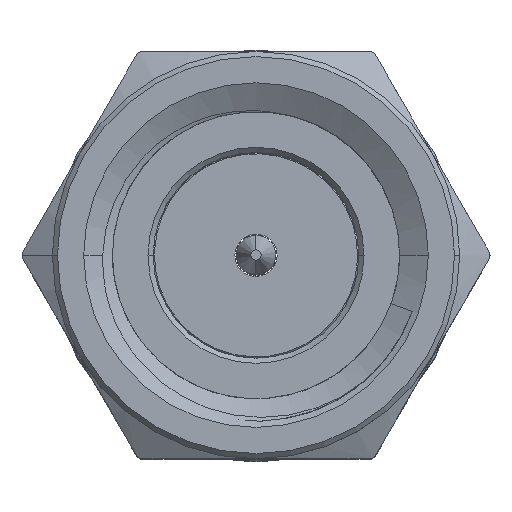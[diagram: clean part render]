
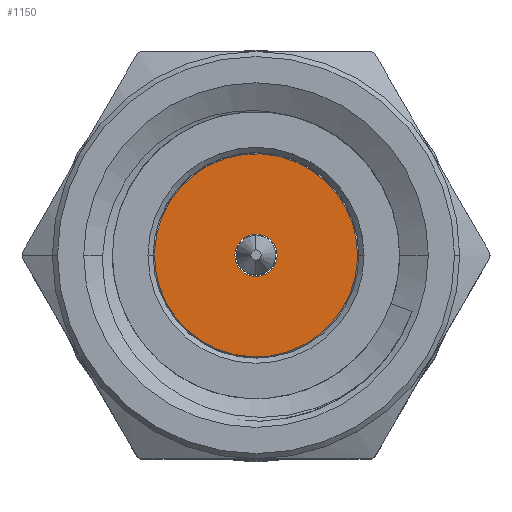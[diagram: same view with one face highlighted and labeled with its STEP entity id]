
A CAD part, top view. The second image highlights one B-rep face of the part: STEP entity #1150.
In plain terms, the highlighted planar face has unit normal (0, 0, 1).
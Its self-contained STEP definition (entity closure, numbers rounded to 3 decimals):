
#20 = PLANE ( 'NONE',  #1464 ) ;
#118 = CIRCLE ( 'NONE', #1355, 0.41 ) ;
#185 = DIRECTION ( 'NONE',  ( 0., 0., -1. ) ) ;
#222 = AXIS2_PLACEMENT_3D ( 'NONE', #772, #2557, #1739 ) ;
#276 = CARTESIAN_POINT ( 'NONE',  ( 0., 0., -0.1 ) ) ;
#331 = DIRECTION ( 'NONE',  ( 0., 0., 1. ) ) ;
#350 = EDGE_CURVE ( 'NONE', #2543, #616, #700, .T. ) ;
#418 = CIRCLE ( 'NONE', #850, 1.975 ) ;
#563 = FACE_BOUND ( 'NONE', #1375, .T. ) ;
#616 = VERTEX_POINT ( 'NONE', #3322 ) ;
#700 = CIRCLE ( 'NONE', #222, 0.41 ) ;
#763 = AXIS2_PLACEMENT_3D ( 'NONE', #2252, #2076, #1962 ) ;
#772 = CARTESIAN_POINT ( 'NONE',  ( 0., 0., -0.1 ) ) ;
#850 = AXIS2_PLACEMENT_3D ( 'NONE', #3299, #1526, #2256 ) ;
#902 = EDGE_CURVE ( 'NONE', #1964, #1014, #1249, .T. ) ;
#909 = ORIENTED_EDGE ( 'NONE', *, *, #902, .F. ) ;
#1014 = VERTEX_POINT ( 'NONE', #1285 ) ;
#1150 = ADVANCED_FACE ( 'NONE', ( #563, #2849 ), #20, .T. ) ;
#1214 = DIRECTION ( 'NONE',  ( -0.924, 0.383, 0. ) ) ;
#1249 = CIRCLE ( 'NONE', #763, 1.975 ) ;
#1285 = CARTESIAN_POINT ( 'NONE',  ( 1.824, -0.757, -0.1 ) ) ;
#1355 = AXIS2_PLACEMENT_3D ( 'NONE', #2826, #185, #1214 ) ;
#1375 = EDGE_LOOP ( 'NONE', ( #2094, #2011 ) ) ;
#1464 = AXIS2_PLACEMENT_3D ( 'NONE', #276, #331, #2650 ) ;
#1526 = DIRECTION ( 'NONE',  ( 0., 0., -1. ) ) ;
#1543 = EDGE_CURVE ( 'NONE', #1014, #1964, #418, .T. ) ;
#1739 = DIRECTION ( 'NONE',  ( -0.924, 0.383, 0. ) ) ;
#1962 = DIRECTION ( 'NONE',  ( -0.924, 0.383, 0. ) ) ;
#1964 = VERTEX_POINT ( 'NONE', #3236 ) ;
#2011 = ORIENTED_EDGE ( 'NONE', *, *, #2990, .T. ) ;
#2050 = ORIENTED_EDGE ( 'NONE', *, *, #1543, .F. ) ;
#2076 = DIRECTION ( 'NONE',  ( 0., 0., -1. ) ) ;
#2094 = ORIENTED_EDGE ( 'NONE', *, *, #350, .T. ) ;
#2243 = EDGE_LOOP ( 'NONE', ( #909, #2050 ) ) ;
#2252 = CARTESIAN_POINT ( 'NONE',  ( 0., 0., -0.1 ) ) ;
#2256 = DIRECTION ( 'NONE',  ( -0.924, 0.383, 0. ) ) ;
#2321 = CARTESIAN_POINT ( 'NONE',  ( -0.379, 0.157, -0.1 ) ) ;
#2543 = VERTEX_POINT ( 'NONE', #2321 ) ;
#2557 = DIRECTION ( 'NONE',  ( 0., 0., -1. ) ) ;
#2650 = DIRECTION ( 'NONE',  ( 0.924, -0.383, 0. ) ) ;
#2826 = CARTESIAN_POINT ( 'NONE',  ( 0., 0., -0.1 ) ) ;
#2849 = FACE_OUTER_BOUND ( 'NONE', #2243, .T. ) ;
#2990 = EDGE_CURVE ( 'NONE', #616, #2543, #118, .T. ) ;
#3236 = CARTESIAN_POINT ( 'NONE',  ( -1.824, 0.757, -0.1 ) ) ;
#3299 = CARTESIAN_POINT ( 'NONE',  ( 0., 0., -0.1 ) ) ;
#3322 = CARTESIAN_POINT ( 'NONE',  ( 0.379, -0.157, -0.1 ) ) ;
